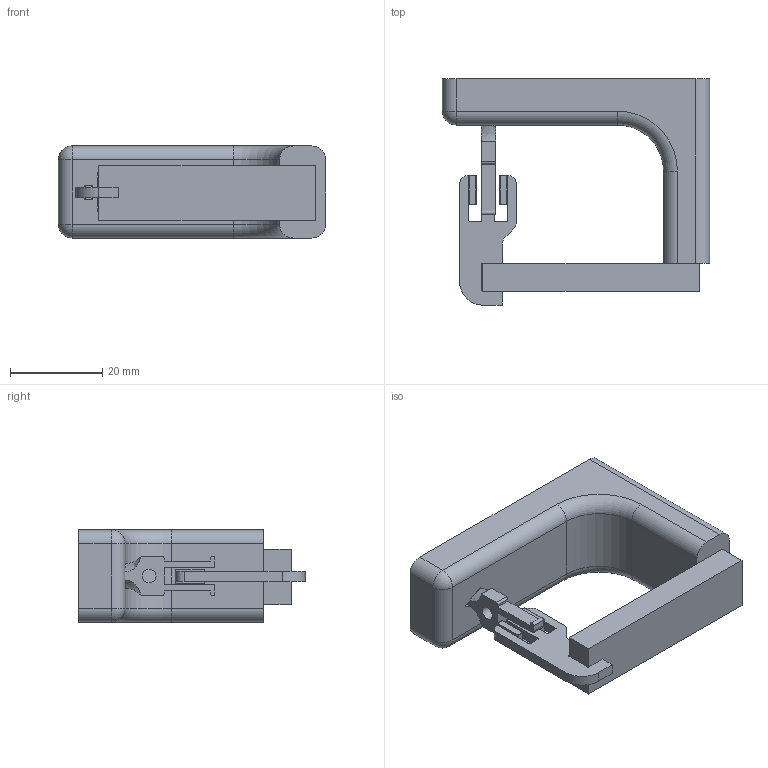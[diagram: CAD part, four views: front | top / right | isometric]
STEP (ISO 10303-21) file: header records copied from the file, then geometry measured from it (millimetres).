
FILE_DESCRIPTION(/* description */ (''),/* implementation_level */ '2;1');
FILE_NAME(/* name */ 'actuator_tests v10.step',/* time_stamp */ '2019-11-13T16:43:04-05:00',/* author */ (''),/* organization */ (''),/* preprocessor_version */ 'ST-DEVELOPER v18',/* originating_system */ 'Autodesk Translation Framework v8.12.0.6',/* authorisation */ '');
FILE_SCHEMA (('AUTOMOTIVE_DESIGN { 1 0 10303 214 3 1 1 }'));
Length unit declared in the file: millimetre
Products named in the file (6): actuator_tests; core; magnet; mandrel; loadcell; frame
Assembly tree (6 placements, depth 2):
  actuator_tests
    core
    magnet  x2
    mandrel
    loadcell
    frame
Bounding box: 58 x 49.08 x 20 mm (x, y, z)
Volume: 19370.5 mm3; surface area: 9729.8 mm2
Topology: 6 solids, 6 shells, 146 faces, 343 edges, 210 vertices
Faces by surface type: plane 68, cylinder 56, sphere 18, bspline 2, torus 2
Full cylindrical faces by diameter (mm): 3 x3
Entity records: 3814 total; most frequent: CARTESIAN_POINT 711, DIRECTION 641, ORIENTED_EDGE 590, EDGE_CURVE 295, AXIS2_PLACEMENT_3D 222, LINE 197, VECTOR 197, VERTEX_POINT 186
